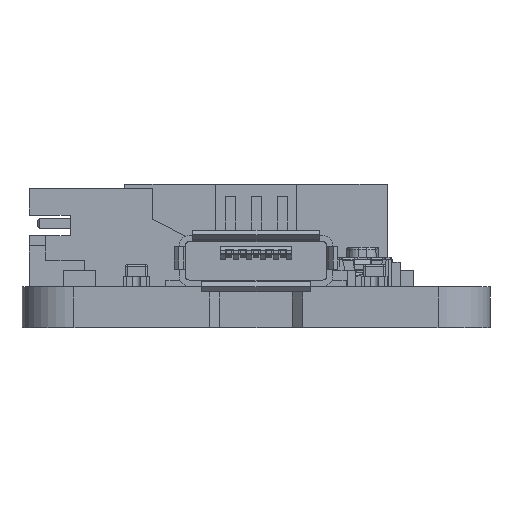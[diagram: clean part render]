
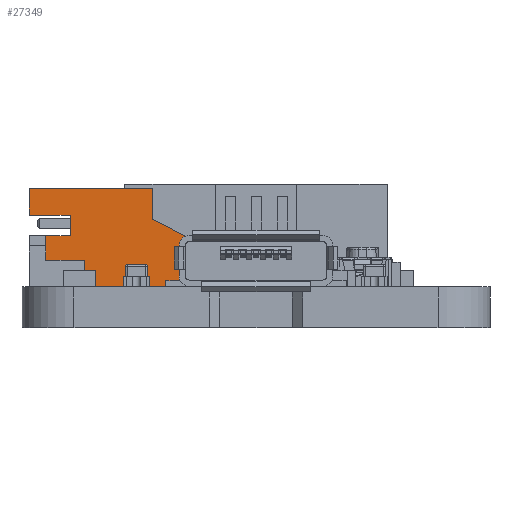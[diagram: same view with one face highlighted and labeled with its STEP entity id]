
A CAD part, left-side view. The second image highlights one B-rep face of the part: STEP entity #27349.
In plain terms, the highlighted planar face has unit normal (-1, 0, 0).
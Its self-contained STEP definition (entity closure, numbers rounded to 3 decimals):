
#1072=PLANE('',#29520);
#2367=FACE_OUTER_BOUND('',#4061,.T.);
#4061=EDGE_LOOP('',(#22109,#22110,#22111,#22112,#22113,#22114,#22115,#22116,
#22117,#22118,#22119,#22120));
#6069=LINE('',#43284,#9150);
#6090=LINE('',#43327,#9171);
#6171=LINE('',#43484,#9252);
#6173=LINE('',#43488,#9254);
#6175=LINE('',#43492,#9256);
#6176=LINE('',#43495,#9257);
#6179=LINE('',#43500,#9260);
#6180=LINE('',#43502,#9261);
#6182=LINE('',#43507,#9263);
#6184=LINE('',#43510,#9265);
#6213=LINE('',#43566,#9294);
#6215=LINE('',#43569,#9296);
#9150=VECTOR('',#34203,1.5);
#9171=VECTOR('',#34230,1.2);
#9252=VECTOR('',#34371,1.2);
#9254=VECTOR('',#34375,1.9);
#9256=VECTOR('',#34379,1.3);
#9257=VECTOR('',#34382,4.9);
#9260=VECTOR('',#34387,2.5);
#9261=VECTOR('',#34390,1.789);
#9263=VECTOR('',#34394,2.);
#9265=VECTOR('',#34398,1.);
#9294=VECTOR('',#34449,1.3);
#9296=VECTOR('',#34453,6.);
#12897=VERTEX_POINT('',#43281);
#12898=VERTEX_POINT('',#43283);
#12916=VERTEX_POINT('',#43325);
#12917=VERTEX_POINT('',#43326);
#12963=VERTEX_POINT('',#43482);
#12964=VERTEX_POINT('',#43486);
#12965=VERTEX_POINT('',#43490);
#12966=VERTEX_POINT('',#43494);
#12967=VERTEX_POINT('',#43498);
#12968=VERTEX_POINT('',#43504);
#12969=VERTEX_POINT('',#43506);
#12985=VERTEX_POINT('',#43565);
#16065=EDGE_CURVE('',#12897,#12898,#6069,.F.);
#16086=EDGE_CURVE('',#12916,#12917,#6090,.F.);
#16167=EDGE_CURVE('',#12917,#12963,#6171,.F.);
#16169=EDGE_CURVE('',#12963,#12964,#6173,.T.);
#16171=EDGE_CURVE('',#12964,#12965,#6175,.F.);
#16172=EDGE_CURVE('',#12965,#12966,#6176,.T.);
#16175=EDGE_CURVE('',#12966,#12967,#6179,.T.);
#16176=EDGE_CURVE('',#12967,#12898,#6180,.T.);
#16178=EDGE_CURVE('',#12969,#12968,#6182,.T.);
#16180=EDGE_CURVE('',#12968,#12916,#6184,.F.);
#16209=EDGE_CURVE('',#12985,#12969,#6213,.F.);
#16211=EDGE_CURVE('',#12985,#12897,#6215,.F.);
#22109=ORIENTED_EDGE('',*,*,#16178,.T.);
#22110=ORIENTED_EDGE('',*,*,#16180,.T.);
#22111=ORIENTED_EDGE('',*,*,#16086,.T.);
#22112=ORIENTED_EDGE('',*,*,#16167,.T.);
#22113=ORIENTED_EDGE('',*,*,#16169,.T.);
#22114=ORIENTED_EDGE('',*,*,#16171,.T.);
#22115=ORIENTED_EDGE('',*,*,#16172,.T.);
#22116=ORIENTED_EDGE('',*,*,#16175,.T.);
#22117=ORIENTED_EDGE('',*,*,#16176,.T.);
#22118=ORIENTED_EDGE('',*,*,#16065,.F.);
#22119=ORIENTED_EDGE('',*,*,#16211,.F.);
#22120=ORIENTED_EDGE('',*,*,#16209,.T.);
#27349=ADVANCED_FACE('',(#2367),#1072,.T.);
#29520=AXIS2_PLACEMENT_3D('',#43568,#34451,#34452);
#34203=DIRECTION('',(0.,0.,1.));
#34230=DIRECTION('',(0.,-1.,0.));
#34371=DIRECTION('',(0.,0.,1.));
#34375=DIRECTION('',(0.,-1.,0.));
#34379=DIRECTION('',(0.,0.,1.));
#34382=DIRECTION('',(0.,-1.,0.));
#34387=DIRECTION('',(0.,0.,1.));
#34390=DIRECTION('',(0.,0.894,0.447));
#34394=DIRECTION('',(0.,-1.,0.));
#34398=DIRECTION('',(0.,0.,1.));
#34449=DIRECTION('',(0.,0.,1.));
#34451=DIRECTION('center_axis',(-1.,0.,0.));
#34452=DIRECTION('ref_axis',(0.,-1.,0.));
#34453=DIRECTION('',(0.,1.,0.));
#43281=CARTESIAN_POINT('',(-3.95,-2.8,4.8));
#43283=CARTESIAN_POINT('',(-3.95,-2.8,3.3));
#43284=CARTESIAN_POINT('',(-3.95,-2.8,3.3));
#43325=CARTESIAN_POINT('',(-3.95,1.2,2.5));
#43326=CARTESIAN_POINT('',(-3.95,2.4,2.5));
#43327=CARTESIAN_POINT('',(-3.95,2.4,2.5));
#43482=CARTESIAN_POINT('',(-3.95,2.4,1.3));
#43484=CARTESIAN_POINT('',(-3.95,2.4,1.3));
#43486=CARTESIAN_POINT('',(-3.95,0.5,1.3));
#43488=CARTESIAN_POINT('',(-3.95,2.4,1.3));
#43490=CARTESIAN_POINT('',(-3.95,0.5,0.));
#43492=CARTESIAN_POINT('',(-3.95,0.5,0.));
#43494=CARTESIAN_POINT('',(-3.95,-4.4,0.));
#43495=CARTESIAN_POINT('',(-3.95,0.5,0.));
#43498=CARTESIAN_POINT('',(-3.95,-4.4,2.5));
#43500=CARTESIAN_POINT('',(-3.95,-4.4,0.));
#43502=CARTESIAN_POINT('',(-3.95,-4.4,2.5));
#43504=CARTESIAN_POINT('',(-3.95,1.2,3.5));
#43506=CARTESIAN_POINT('',(-3.95,3.2,3.5));
#43507=CARTESIAN_POINT('',(-3.95,3.2,3.5));
#43510=CARTESIAN_POINT('',(-3.95,1.2,2.5));
#43565=CARTESIAN_POINT('',(-3.95,3.2,4.8));
#43566=CARTESIAN_POINT('',(-3.95,3.2,3.5));
#43568=CARTESIAN_POINT('Origin',(-3.95,0.2,2.4));
#43569=CARTESIAN_POINT('',(-3.95,-2.8,4.8));
